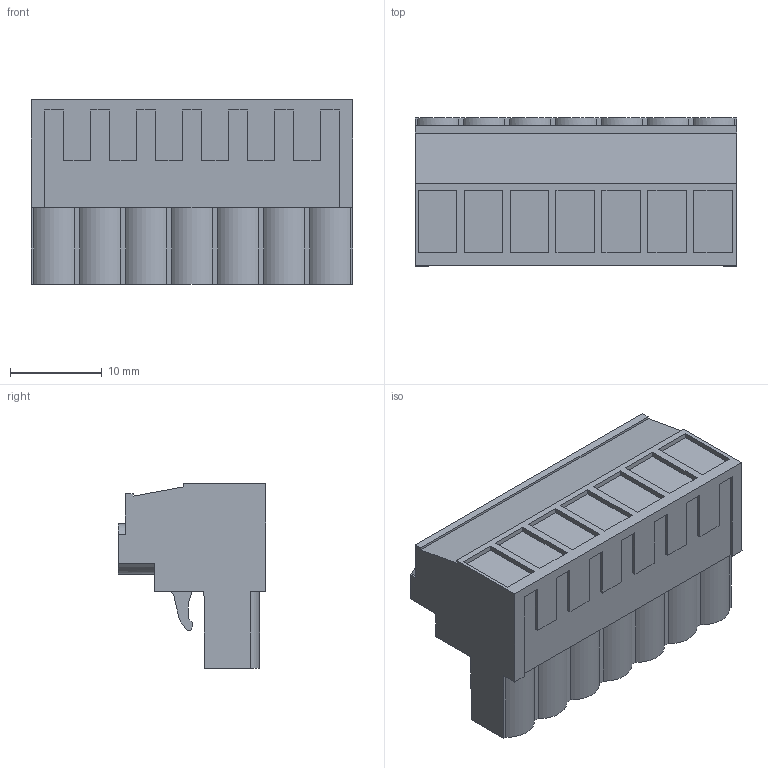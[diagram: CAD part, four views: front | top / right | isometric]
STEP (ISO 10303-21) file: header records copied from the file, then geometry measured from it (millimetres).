
FILE_DESCRIPTION(('CATIA V5 STEP Exchange','CAx-IF Rec.Pracs.--- Model Styling and Organization---1.2---2011-12-15'),'2;1');
FILE_NAME ('D1460308_0_1954440000_1954440000.stp','2017-05-25T06:37:06+00:00',('none'),('Weidmueller'),'CATIA Version 5-6 Release 2014','CATIA V5 STEP AP214','none');
FILE_SCHEMA(('AUTOMOTIVE_DESIGN { 1 0 10303 214 1 1 1 1 }'));
Length unit declared in the file: millimetre
Products named in the file (1): 1954440000
Bounding box: 35 x 16.1 x 20.1 mm (x, y, z)
Volume: 6973.1 mm3; surface area: 4008.8 mm2
Topology: 8 solids, 8 shells, 468 faces, 1328 edges, 904 vertices
Faces by surface type: plane 383, cylinder 85
Entity records: 14397 total; most frequent: CARTESIAN_POINT 2743, ORIENTED_EDGE 2656, DIRECTION 1961, EDGE_CURVE 1328, VECTOR 1116, LINE 1116, VERTEX_POINT 904, AXIS2_PLACEMENT_3D 517
